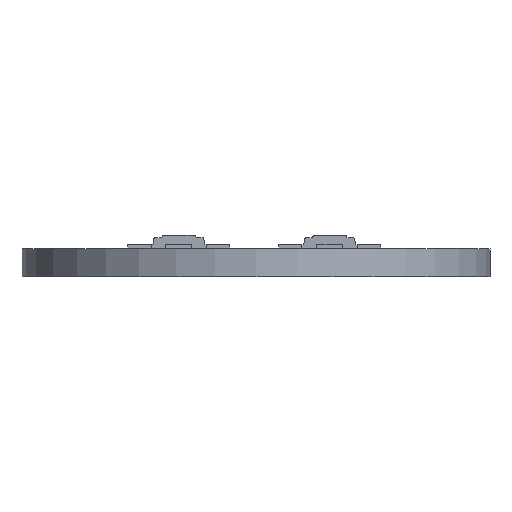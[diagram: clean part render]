
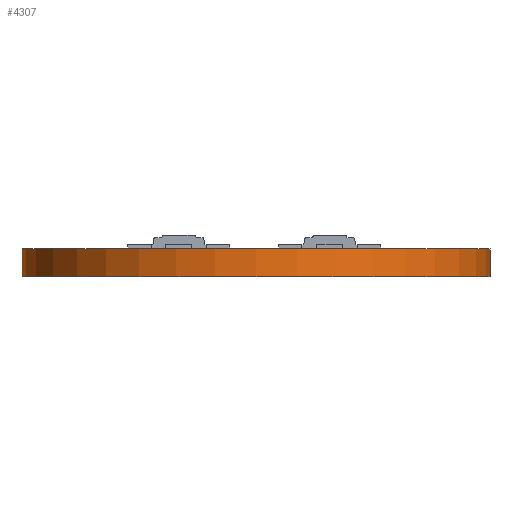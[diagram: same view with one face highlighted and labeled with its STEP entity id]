
A CAD part, front view. The second image highlights one B-rep face of the part: STEP entity #4307.
In plain terms, the highlighted cylindrical face has radius 13.5 mm (diameter 27 mm), a full revolution.
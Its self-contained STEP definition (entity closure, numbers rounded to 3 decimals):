
#4307 = ADVANCED_FACE('',(#4308),#4322,.T.);
#4308 = FACE_BOUND('',#4309,.F.);
#4309 = EDGE_LOOP('',(#4310,#4340,#4367,#4368));
#4310 = ORIENTED_EDGE('',*,*,#4311,.T.);
#4311 = EDGE_CURVE('',#4312,#4314,#4316,.T.);
#4312 = VERTEX_POINT('',#4313);
#4313 = CARTESIAN_POINT('',(104.05,-83.8,0.));
#4314 = VERTEX_POINT('',#4315);
#4315 = CARTESIAN_POINT('',(104.05,-83.8,1.6));
#4316 = SEAM_CURVE('',#4317,(#4321,#4333),.PCURVE_S1.);
#4317 = LINE('',#4318,#4319);
#4318 = CARTESIAN_POINT('',(104.05,-83.8,0.));
#4319 = VECTOR('',#4320,1.);
#4320 = DIRECTION('',(0.,0.,1.));
#4321 = PCURVE('',#4322,#4327);
#4322 = CYLINDRICAL_SURFACE('',#4323,13.5);
#4323 = AXIS2_PLACEMENT_3D('',#4324,#4325,#4326);
#4324 = CARTESIAN_POINT('',(90.55,-83.8,0.));
#4325 = DIRECTION('',(-0.,-0.,-1.));
#4326 = DIRECTION('',(1.,0.,-0.));
#4327 = DEFINITIONAL_REPRESENTATION('',(#4328),#4332);
#4328 = LINE('',#4329,#4330);
#4329 = CARTESIAN_POINT('',(-0.,0.));
#4330 = VECTOR('',#4331,1.);
#4331 = DIRECTION('',(-0.,-1.));
#4332 = ( GEOMETRIC_REPRESENTATION_CONTEXT(2) 
PARAMETRIC_REPRESENTATION_CONTEXT() REPRESENTATION_CONTEXT('2D SPACE',''
  ) );
#4333 = PCURVE('',#4322,#4334);
#4334 = DEFINITIONAL_REPRESENTATION('',(#4335),#4339);
#4335 = LINE('',#4336,#4337);
#4336 = CARTESIAN_POINT('',(-6.283,0.));
#4337 = VECTOR('',#4338,1.);
#4338 = DIRECTION('',(-0.,-1.));
#4339 = ( GEOMETRIC_REPRESENTATION_CONTEXT(2) 
PARAMETRIC_REPRESENTATION_CONTEXT() REPRESENTATION_CONTEXT('2D SPACE',''
  ) );
#4340 = ORIENTED_EDGE('',*,*,#4341,.T.);
#4341 = EDGE_CURVE('',#4314,#4314,#4342,.T.);
#4342 = SURFACE_CURVE('',#4343,(#4348,#4355),.PCURVE_S1.);
#4343 = CIRCLE('',#4344,13.5);
#4344 = AXIS2_PLACEMENT_3D('',#4345,#4346,#4347);
#4345 = CARTESIAN_POINT('',(90.55,-83.8,1.6));
#4346 = DIRECTION('',(0.,0.,1.));
#4347 = DIRECTION('',(1.,0.,-0.));
#4348 = PCURVE('',#4322,#4349);
#4349 = DEFINITIONAL_REPRESENTATION('',(#4350),#4354);
#4350 = LINE('',#4351,#4352);
#4351 = CARTESIAN_POINT('',(-0.,-1.6));
#4352 = VECTOR('',#4353,1.);
#4353 = DIRECTION('',(-1.,0.));
#4354 = ( GEOMETRIC_REPRESENTATION_CONTEXT(2) 
PARAMETRIC_REPRESENTATION_CONTEXT() REPRESENTATION_CONTEXT('2D SPACE',''
  ) );
#4355 = PCURVE('',#4356,#4361);
#4356 = PLANE('',#4357);
#4357 = AXIS2_PLACEMENT_3D('',#4358,#4359,#4360);
#4358 = CARTESIAN_POINT('',(90.55,-83.8,1.6));
#4359 = DIRECTION('',(0.,0.,1.));
#4360 = DIRECTION('',(1.,0.,-0.));
#4361 = DEFINITIONAL_REPRESENTATION('',(#4362),#4366);
#4362 = CIRCLE('',#4363,13.5);
#4363 = AXIS2_PLACEMENT_2D('',#4364,#4365);
#4364 = CARTESIAN_POINT('',(0.,0.));
#4365 = DIRECTION('',(1.,0.));
#4366 = ( GEOMETRIC_REPRESENTATION_CONTEXT(2) 
PARAMETRIC_REPRESENTATION_CONTEXT() REPRESENTATION_CONTEXT('2D SPACE',''
  ) );
#4367 = ORIENTED_EDGE('',*,*,#4311,.F.);
#4368 = ORIENTED_EDGE('',*,*,#4369,.F.);
#4369 = EDGE_CURVE('',#4312,#4312,#4370,.T.);
#4370 = SURFACE_CURVE('',#4371,(#4376,#4383),.PCURVE_S1.);
#4371 = CIRCLE('',#4372,13.5);
#4372 = AXIS2_PLACEMENT_3D('',#4373,#4374,#4375);
#4373 = CARTESIAN_POINT('',(90.55,-83.8,0.));
#4374 = DIRECTION('',(0.,0.,1.));
#4375 = DIRECTION('',(1.,0.,-0.));
#4376 = PCURVE('',#4322,#4377);
#4377 = DEFINITIONAL_REPRESENTATION('',(#4378),#4382);
#4378 = LINE('',#4379,#4380);
#4379 = CARTESIAN_POINT('',(-0.,0.));
#4380 = VECTOR('',#4381,1.);
#4381 = DIRECTION('',(-1.,0.));
#4382 = ( GEOMETRIC_REPRESENTATION_CONTEXT(2) 
PARAMETRIC_REPRESENTATION_CONTEXT() REPRESENTATION_CONTEXT('2D SPACE',''
  ) );
#4383 = PCURVE('',#4384,#4389);
#4384 = PLANE('',#4385);
#4385 = AXIS2_PLACEMENT_3D('',#4386,#4387,#4388);
#4386 = CARTESIAN_POINT('',(90.55,-83.8,0.));
#4387 = DIRECTION('',(0.,0.,1.));
#4388 = DIRECTION('',(1.,0.,-0.));
#4389 = DEFINITIONAL_REPRESENTATION('',(#4390),#4394);
#4390 = CIRCLE('',#4391,13.5);
#4391 = AXIS2_PLACEMENT_2D('',#4392,#4393);
#4392 = CARTESIAN_POINT('',(0.,0.));
#4393 = DIRECTION('',(1.,0.));
#4394 = ( GEOMETRIC_REPRESENTATION_CONTEXT(2) 
PARAMETRIC_REPRESENTATION_CONTEXT() REPRESENTATION_CONTEXT('2D SPACE',''
  ) );
